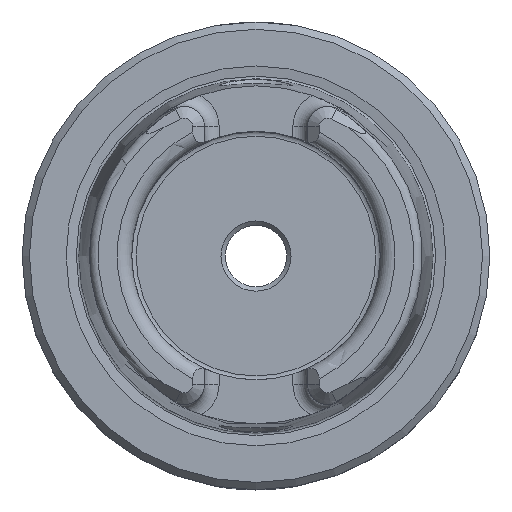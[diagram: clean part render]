
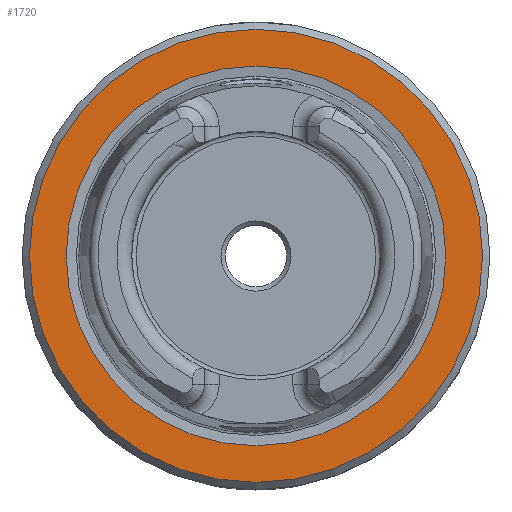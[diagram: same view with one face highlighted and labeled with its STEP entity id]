
A CAD part, top view. The second image highlights one B-rep face of the part: STEP entity #1720.
In plain terms, the highlighted planar face has unit normal (0, 0, 1).
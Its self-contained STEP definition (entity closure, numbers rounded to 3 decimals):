
#175=CIRCLE('',#1861,12.99);
#176=CIRCLE('',#1863,15.5);
#430=ORIENTED_EDGE('',*,*,#635,.T.);
#431=ORIENTED_EDGE('',*,*,#634,.F.);
#634=EDGE_CURVE('',#747,#747,#175,.T.);
#635=EDGE_CURVE('',#748,#748,#176,.T.);
#747=VERTEX_POINT('',#2794);
#748=VERTEX_POINT('',#2797);
#924=EDGE_LOOP('',(#430));
#925=EDGE_LOOP('',(#431));
#1044=FACE_BOUND('',#924,.T.);
#1045=FACE_BOUND('',#925,.T.);
#1102=PLANE('',#1862);
#1720=ADVANCED_FACE('',(#1044,#1045),#1102,.T.);
#1861=AXIS2_PLACEMENT_3D('',#2793,#2171,#2172);
#1862=AXIS2_PLACEMENT_3D('',#2795,#2173,#2174);
#1863=AXIS2_PLACEMENT_3D('',#2796,#2175,#2176);
#2171=DIRECTION('',(0.,0.,1.));
#2172=DIRECTION('',(1.,0.,0.));
#2173=DIRECTION('',(0.,0.,1.));
#2174=DIRECTION('',(1.,0.,0.));
#2175=DIRECTION('',(0.,0.,1.));
#2176=DIRECTION('',(1.,0.,0.));
#2793=CARTESIAN_POINT('',(0.,0.,0.));
#2794=CARTESIAN_POINT('',(12.99,0.,0.));
#2795=CARTESIAN_POINT('',(15.5,0.,0.));
#2796=CARTESIAN_POINT('',(0.,0.,0.));
#2797=CARTESIAN_POINT('',(15.5,0.,0.));
